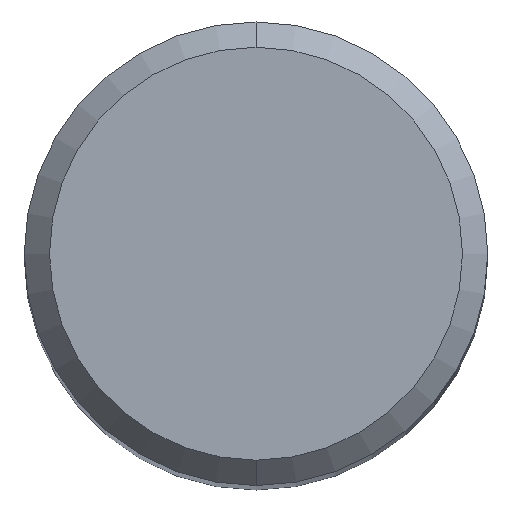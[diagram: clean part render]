
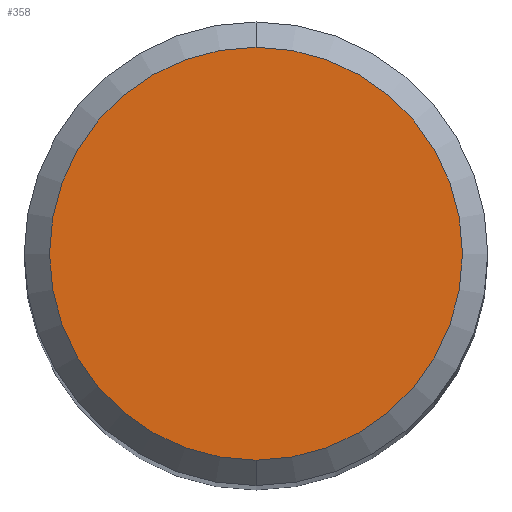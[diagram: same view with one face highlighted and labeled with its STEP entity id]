
A CAD part, top view. The second image highlights one B-rep face of the part: STEP entity #358.
In plain terms, the highlighted planar face has unit normal (0, 0, 1).
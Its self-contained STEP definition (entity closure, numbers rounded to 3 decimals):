
#208=EDGE_CURVE('',#390,#264,#514,.T.);
#264=VERTEX_POINT('',#571);
#358=ADVANCED_FACE('',(#678),#679,.T.);
#378=EDGE_CURVE('',#264,#390,#701,.T.);
#390=VERTEX_POINT('',#714);
#514=CIRCLE('',#884,4.9);
#571=CARTESIAN_POINT('',(0.0,4.9,0.0));
#678=FACE_OUTER_BOUND('',#1248,.T.);
#679=PLANE('',#1249);
#701=CIRCLE('',#1285,4.9);
#714=CARTESIAN_POINT('',(0.,-4.9,0.0));
#884=AXIS2_PLACEMENT_3D('',#1523,#1524,#1525);
#1248=EDGE_LOOP('',(#1688,#1689));
#1249=AXIS2_PLACEMENT_3D('',#1690,#1691,#1692);
#1285=AXIS2_PLACEMENT_3D('',#1719,#1720,#1721);
#1523=CARTESIAN_POINT('',(0.0,0.0,0.0));
#1524=DIRECTION('',(0.0,0.0,-1.0));
#1525=DIRECTION('',(0.0,1.0,0.0));
#1688=ORIENTED_EDGE('',*,*,#378,.F.);
#1689=ORIENTED_EDGE('',*,*,#208,.F.);
#1690=CARTESIAN_POINT('',(0.0,2.45,0.0));
#1691=DIRECTION('',(-0.0,0.0,1.0));
#1692=DIRECTION('',(0.0,-1.0,0.0));
#1719=CARTESIAN_POINT('',(0.0,0.0,0.0));
#1720=DIRECTION('',(0.0,0.0,-1.0));
#1721=DIRECTION('',(0.0,1.0,0.0));
